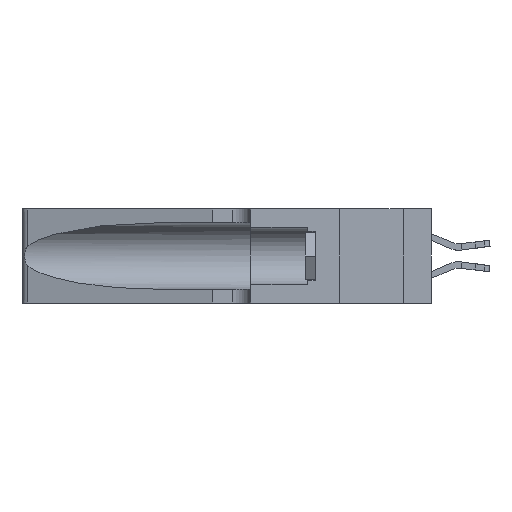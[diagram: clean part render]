
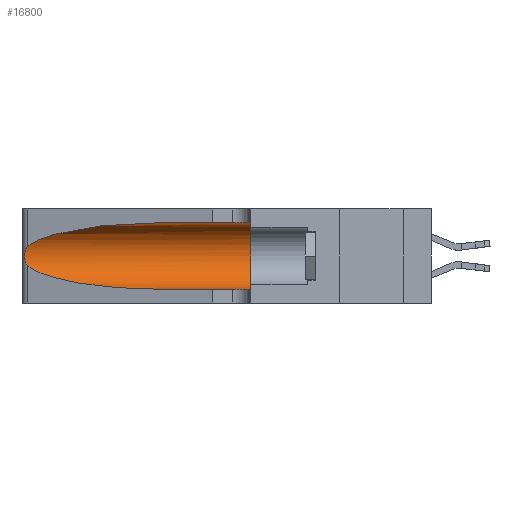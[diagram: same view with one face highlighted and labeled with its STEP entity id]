
A CAD part, left-side view. The second image highlights one B-rep face of the part: STEP entity #16800.
In plain terms, the highlighted cylindrical face has radius 3.308 mm (diameter 6.617 mm), a partial arc.
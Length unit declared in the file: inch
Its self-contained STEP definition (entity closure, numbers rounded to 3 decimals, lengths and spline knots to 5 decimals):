
#271 = CARTESIAN_POINT ( 'NONE',  ( 0.25487, 1.22718, 0.14631 ) ) ;
#470 = DIRECTION ( 'NONE',  ( 0., 0., 1. ) ) ;
#524 = ORIENTED_EDGE ( 'NONE', *, *, #18286, .T. ) ;
#692 = ORIENTED_EDGE ( 'NONE', *, *, #14857, .T. ) ;
#1040 = EDGE_CURVE ( 'NONE', #15563, #3431, #18595, .T. ) ;
#2267 = CARTESIAN_POINT ( 'NONE',  ( 0.25487, 1.22718, 0.22369 ) ) ;
#2393 = DIRECTION ( 'NONE',  ( 0., -1., 0. ) ) ;
#2935 = ORIENTED_EDGE ( 'NONE', *, *, #13905, .T. ) ;
#3076 = LINE ( 'NONE', #18670, #22395 ) ;
#3431 = VERTEX_POINT ( 'NONE', #23872 ) ;
#3625 =( BOUNDED_CURVE ( )  B_SPLINE_CURVE ( 3, ( #271, #20976, #13546, #17293 ),
 .UNSPECIFIED., .F., .T. ) 
 B_SPLINE_CURVE_WITH_KNOTS ( ( 4, 4 ),
 ( 3.44316, 4.71239 ),
 .UNSPECIFIED. ) 
 CURVE ( )  GEOMETRIC_REPRESENTATION_ITEM ( )  RATIONAL_B_SPLINE_CURVE ( ( 1., 0.87, 0.87, 1. ) ) 
 REPRESENTATION_ITEM ( '' )  );
#3966 = CARTESIAN_POINT ( 'NONE',  ( 0.26075, 1.23896, 0.19203 ) ) ;
#4132 = DIRECTION ( 'NONE',  ( 0., 0., -1. ) ) ;
#4537 = EDGE_LOOP ( 'NONE', ( #524, #2935, #692, #6395, #8502, #9020 ) ) ;
#4621 = CARTESIAN_POINT ( 'NONE',  ( 0.18966, 0.96281, 0.31525 ) ) ;
#5600 = CARTESIAN_POINT ( 'NONE',  ( 0.25854, 1.2359, 0.20912 ) ) ;
#5903 = CARTESIAN_POINT ( 'NONE',  ( 0.1305, 1.61858, 0.185 ) ) ;
#6395 = ORIENTED_EDGE ( 'NONE', *, *, #20465, .T. ) ;
#6437 = CIRCLE ( 'NONE', #8155, 0.13025 ) ;
#7538 = VERTEX_POINT ( 'NONE', #15578 ) ;
#7614 = CARTESIAN_POINT ( 'NONE',  ( 0.25639, 1.23184, 0.21858 ) ) ;
#8155 = AXIS2_PLACEMENT_3D ( 'NONE', #9701, #15583, #470 ) ;
#8293 = CARTESIAN_POINT ( 'NONE',  ( 0.25487, 1.22718, 0.22369 ) ) ;
#8502 = ORIENTED_EDGE ( 'NONE', *, *, #22613, .F. ) ;
#8579 = CARTESIAN_POINT ( 'NONE',  ( 0.1305, 0.72297, 0.31525 ) ) ;
#9020 = ORIENTED_EDGE ( 'NONE', *, *, #1040, .F. ) ;
#9701 = CARTESIAN_POINT ( 'NONE',  ( 0.1305, 0.35, 0.185 ) ) ;
#11186 = CARTESIAN_POINT ( 'NONE',  ( 0.25487, 1.22718, 0.14631 ) ) ;
#11476 =( BOUNDED_CURVE ( )  B_SPLINE_CURVE ( 3, ( #23014, #4621, #17331, #8293 ),
 .UNSPECIFIED., .F., .T. ) 
 B_SPLINE_CURVE_WITH_KNOTS ( ( 4, 4 ),
 ( 1.5708, 2.84003 ),
 .UNSPECIFIED. ) 
 CURVE ( )  GEOMETRIC_REPRESENTATION_ITEM ( )  RATIONAL_B_SPLINE_CURVE ( ( 1., 0.87, 0.87, 1. ) ) 
 REPRESENTATION_ITEM ( '' )  );
#11501 = DIRECTION ( 'NONE',  ( 0., -1., 0. ) ) ;
#11511 = CARTESIAN_POINT ( 'NONE',  ( 0.25787, 1.23484, 0.2124 ) ) ;
#11763 = VERTEX_POINT ( 'NONE', #14568 ) ;
#12250 = B_SPLINE_CURVE_WITH_KNOTS ( 'NONE', 3,
 ( #2267, #13315, #7614, #11511, #5600, #16778, #3966, #18524, #16932, #18762, #20522, #18838, #22279, #11186 ),
 .UNSPECIFIED., .F., .F.,
 ( 4, 2, 2, 2, 2, 2, 4 ),
 ( 0., 0.00027, 0.00053, 0.00107, 0.0016, 0.00187, 0.00214 ),
 .UNSPECIFIED. ) ;
#13286 = AXIS2_PLACEMENT_3D ( 'NONE', #5903, #22444, #4132 ) ;
#13315 = CARTESIAN_POINT ( 'NONE',  ( 0.25555, 1.22994, 0.2215 ) ) ;
#13546 = CARTESIAN_POINT ( 'NONE',  ( 0.18966, 0.96281, 0.05475 ) ) ;
#13727 = VERTEX_POINT ( 'NONE', #21051 ) ;
#13905 = EDGE_CURVE ( 'NONE', #7538, #14508, #12250, .T. ) ;
#14508 = VERTEX_POINT ( 'NONE', #16731 ) ;
#14568 = CARTESIAN_POINT ( 'NONE',  ( 0.1305, 0.35, 0.05475 ) ) ;
#14857 = EDGE_CURVE ( 'NONE', #14508, #13727, #3625, .T. ) ;
#15563 = VERTEX_POINT ( 'NONE', #8579 ) ;
#15578 = CARTESIAN_POINT ( 'NONE',  ( 0.25487, 1.22718, 0.22369 ) ) ;
#15583 = DIRECTION ( 'NONE',  ( 0., 1., 0. ) ) ;
#15751 = FACE_OUTER_BOUND ( 'NONE', #4537, .T. ) ;
#16731 = CARTESIAN_POINT ( 'NONE',  ( 0.25487, 1.22718, 0.14631 ) ) ;
#16778 = CARTESIAN_POINT ( 'NONE',  ( 0.26018, 1.23835, 0.19895 ) ) ;
#16800 = ADVANCED_FACE ( 'NONE', ( #15751 ), #20017, .F. ) ;
#16932 = CARTESIAN_POINT ( 'NONE',  ( 0.26017, 1.23833, 0.17102 ) ) ;
#17293 = CARTESIAN_POINT ( 'NONE',  ( 0.1305, 0.72297, 0.05475 ) ) ;
#17331 = CARTESIAN_POINT ( 'NONE',  ( 0.2373, 1.15595, 0.28018 ) ) ;
#18286 = EDGE_CURVE ( 'NONE', #15563, #7538, #11476, .T. ) ;
#18524 = CARTESIAN_POINT ( 'NONE',  ( 0.26075, 1.23896, 0.178 ) ) ;
#18595 = LINE ( 'NONE', #20810, #20902 ) ;
#18670 = CARTESIAN_POINT ( 'NONE',  ( 0.1305, 1.61858, 0.05475 ) ) ;
#18762 = CARTESIAN_POINT ( 'NONE',  ( 0.25856, 1.23593, 0.16098 ) ) ;
#18838 = CARTESIAN_POINT ( 'NONE',  ( 0.25639, 1.23186, 0.15144 ) ) ;
#20017 = CYLINDRICAL_SURFACE ( 'NONE', #13286, 0.13025 ) ;
#20465 = EDGE_CURVE ( 'NONE', #13727, #11763, #3076, .T. ) ;
#20522 = CARTESIAN_POINT ( 'NONE',  ( 0.25789, 1.23486, 0.15765 ) ) ;
#20810 = CARTESIAN_POINT ( 'NONE',  ( 0.1305, 1.61858, 0.31525 ) ) ;
#20902 = VECTOR ( 'NONE', #2393, 39.37008 ) ;
#20976 = CARTESIAN_POINT ( 'NONE',  ( 0.2373, 1.15595, 0.08982 ) ) ;
#21051 = CARTESIAN_POINT ( 'NONE',  ( 0.1305, 0.72297, 0.05475 ) ) ;
#22279 = CARTESIAN_POINT ( 'NONE',  ( 0.25555, 1.22993, 0.14849 ) ) ;
#22395 = VECTOR ( 'NONE', #11501, 39.37008 ) ;
#22444 = DIRECTION ( 'NONE',  ( 0., -1., 0. ) ) ;
#22613 = EDGE_CURVE ( 'NONE', #3431, #11763, #6437, .T. ) ;
#23014 = CARTESIAN_POINT ( 'NONE',  ( 0.1305, 0.72297, 0.31525 ) ) ;
#23872 = CARTESIAN_POINT ( 'NONE',  ( 0.1305, 0.35, 0.31525 ) ) ;
